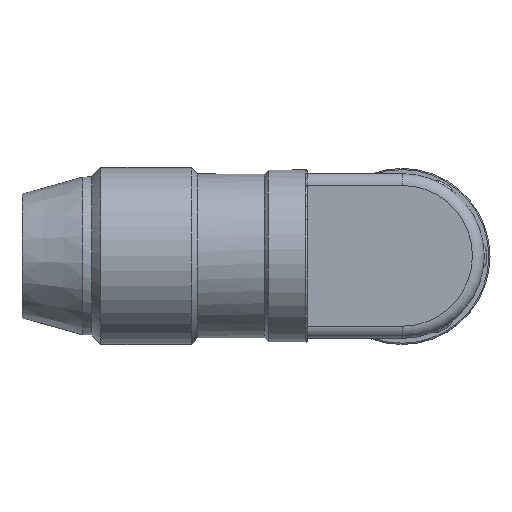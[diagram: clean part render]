
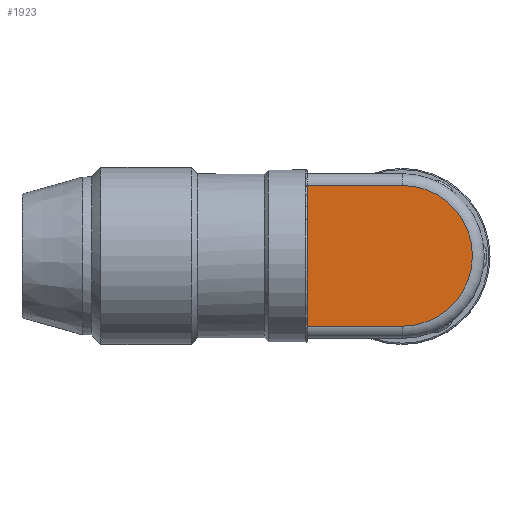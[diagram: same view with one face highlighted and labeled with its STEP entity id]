
A CAD part, top view. The second image highlights one B-rep face of the part: STEP entity #1923.
In plain terms, the highlighted planar face has unit normal (0, 0, 1).
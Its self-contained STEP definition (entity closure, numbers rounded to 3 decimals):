
#124=PLANE('',#2157);
#221=FACE_OUTER_BOUND('',#341,.T.);
#341=EDGE_LOOP('',(#1686,#1687,#1688,#1689,#1690,#1691));
#412=LINE('',#3096,#557);
#429=LINE('',#3141,#574);
#491=LINE('',#3332,#636);
#493=LINE('',#3340,#638);
#494=LINE('',#3342,#639);
#557=VECTOR('',#2475,4.113);
#574=VECTOR('',#2506,4.113);
#636=VECTOR('',#2688,8.1);
#638=VECTOR('',#2700,8.1);
#639=VECTOR('',#2703,3.775);
#742=CIRCLE('',#2155,6.);
#848=VERTEX_POINT('',#3092);
#850=VERTEX_POINT('',#3095);
#865=VERTEX_POINT('',#3127);
#871=VERTEX_POINT('',#3139);
#928=VERTEX_POINT('',#3331);
#929=VERTEX_POINT('',#3336);
#1076=EDGE_CURVE('',#848,#850,#412,.T.);
#1098=EDGE_CURVE('',#871,#865,#429,.T.);
#1189=EDGE_CURVE('',#850,#928,#491,.T.);
#1193=EDGE_CURVE('',#928,#929,#742,.T.);
#1194=EDGE_CURVE('',#929,#871,#493,.T.);
#1195=EDGE_CURVE('',#865,#848,#494,.T.);
#1686=ORIENTED_EDGE('',*,*,#1194,.F.);
#1687=ORIENTED_EDGE('',*,*,#1193,.F.);
#1688=ORIENTED_EDGE('',*,*,#1189,.F.);
#1689=ORIENTED_EDGE('',*,*,#1076,.F.);
#1690=ORIENTED_EDGE('',*,*,#1195,.F.);
#1691=ORIENTED_EDGE('',*,*,#1098,.F.);
#1923=ADVANCED_FACE('',(#221),#124,.T.);
#2155=AXIS2_PLACEMENT_3D('',#3338,#2696,#2697);
#2157=AXIS2_PLACEMENT_3D('',#3341,#2701,#2702);
#2475=DIRECTION('',(0.,1.,0.));
#2506=DIRECTION('',(0.,1.,0.));
#2688=DIRECTION('',(1.,0.,0.));
#2696=DIRECTION('center_axis',(0.,0.,
-1.));
#2697=DIRECTION('ref_axis',(1.,0.,0.));
#2700=DIRECTION('',(-1.,0.,0.));
#2701=DIRECTION('center_axis',(0.,0.,
1.));
#2702=DIRECTION('ref_axis',(0.,-1.,0.));
#2703=DIRECTION('',(0.,1.,0.));
#3092=CARTESIAN_POINT('',(9.8,1.887,7.));
#3095=CARTESIAN_POINT('',(9.8,6.,7.));
#3096=CARTESIAN_POINT('',(9.8,-7.,7.));
#3127=CARTESIAN_POINT('',(9.8,-1.887,7.));
#3139=CARTESIAN_POINT('',(9.8,-6.,7.));
#3141=CARTESIAN_POINT('',(9.8,-7.,7.));
#3331=CARTESIAN_POINT('',(17.9,6.,7.));
#3332=CARTESIAN_POINT('',(12.982,6.,7.));
#3336=CARTESIAN_POINT('',(17.9,-6.,7.));
#3338=CARTESIAN_POINT('Origin',(17.9,0.,
7.));
#3340=CARTESIAN_POINT('',(17.032,-6.,7.));
#3341=CARTESIAN_POINT('Origin',(16.163,0.,7.));
#3342=CARTESIAN_POINT('',(9.8,2.886,7.));
